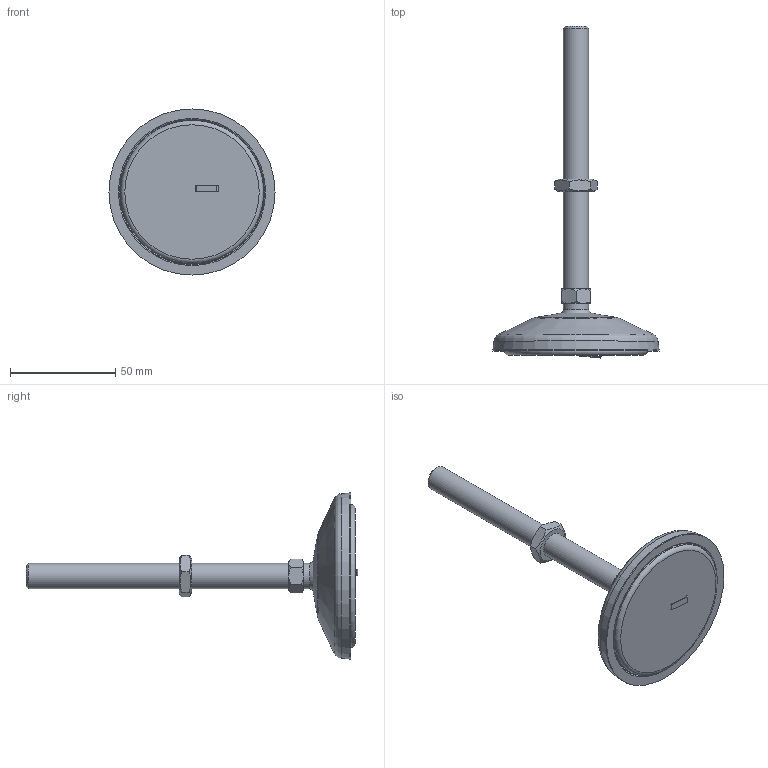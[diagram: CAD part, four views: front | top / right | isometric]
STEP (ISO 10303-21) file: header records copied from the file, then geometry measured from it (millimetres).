
FILE_DESCRIPTION(/* description */ ('KriTec Stellfuss PA 80 M12x125 elektrisch leitend, inkl. Gummieinsatz'),/* implementation_level */ '2;1');
FILE_NAME(/* name */ '22760_KriTec_Stellfuss_PA_80_M12x125_elektrisch_leitend_inkl_Gummieinsatz.stp',/* time_stamp */ '2019-08-26T15:06:32+02:00',/* author */ ('jendrek'),/* organization */ (''),/* preprocessor_version */ 'ST-DEVELOPER v17',/* originating_system */ 'Autodesk Inventor 2018',/* authorisation */ '');
FILE_SCHEMA (('AUTOMOTIVE_DESIGN { 1 0 10303 214 3 1 1 }'));
Length unit declared in the file: millimetre
Products named in the file (7): 22760; 10305; 10321; 10321_KriTec_Gewindestange_M12x125_verzinkt; ISO 4035 - M12 -; 22627; 22750_KriTec_elektrischer_Leitkontakt
Assembly tree (6 placements, depth 3):
  22760
    10305
    10321
      10321_KriTec_Gewindestange_M12x125_verzinkt
      ISO 4035 - M12 -
    22627
    22750_KriTec_elektrischer_Leitkontakt
Bounding box: 79 x 157.93 x 79 mm (x, y, z)
Volume: 77106.3 mm3; surface area: 32146.8 mm2
Topology: 5 solids, 5 shells, 487 faces, 1235 edges, 764 vertices
Faces by surface type: bspline 124, plane 117, cylinder 92, cone 64, torus 64, sphere 26
Full cylindrical faces by diameter (mm): 3.1 x2, 10.106 x1, 12 x2, 14 x1, 14.8 x1, 15 x2, 68 x1, 69 x1, 79 x1
Entity records: 21518 total; most frequent: CARTESIAN_POINT 10472, ORIENTED_EDGE 2458, DIRECTION 2080, EDGE_CURVE 1229, AXIS2_PLACEMENT_3D 902, VERTEX_POINT 764, CIRCLE 519, EDGE_LOOP 501
